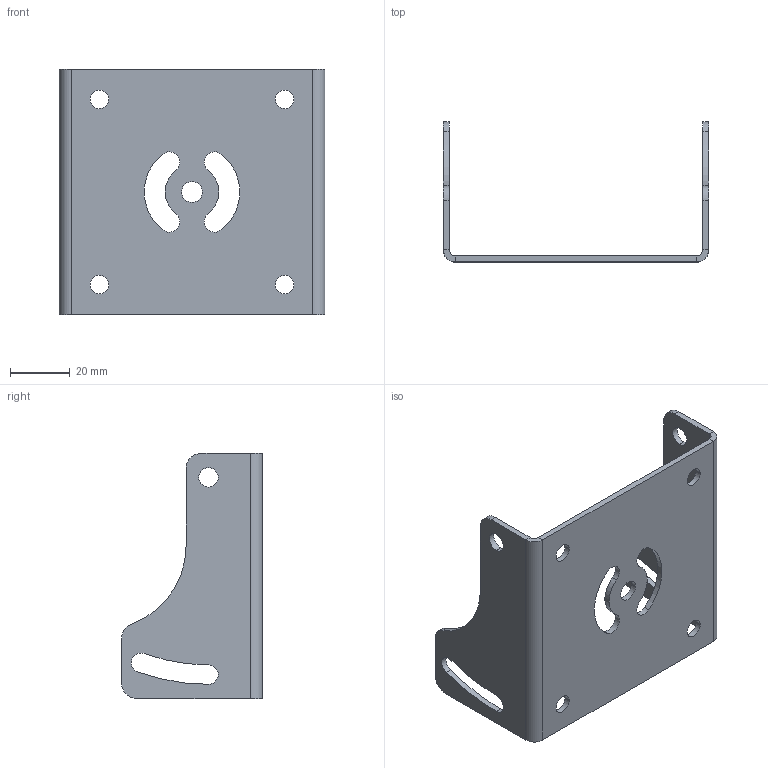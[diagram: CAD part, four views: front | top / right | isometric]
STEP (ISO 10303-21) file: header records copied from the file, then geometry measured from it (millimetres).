
FILE_DESCRIPTION((''),'2;1');
FILE_NAME('239602_SM01_ASM','2024-06-04T10:49:50',('banengservice'),('BANNER ENGINEERING'),'CREO PARAMETRIC BY PTC INC, 2022414','CREO PARAMETRIC BY PTC INC, 2022414','');
FILE_SCHEMA(('CONFIG_CONTROL_DESIGN'));
Length unit declared in the file: millimetre
Products named in the file (2): 239602_EP01; 239602_SM01_ASM
Assembly tree (1 placements, depth 2):
  239602_SM01_ASM
    239602_EP01
Bounding box: 88.8 x 47 x 82 mm (x, y, z)
Surface area: 24256.1 mm2 (no closed solid volume)
Topology: 0 solids, 1 shells, 62 faces, 164 edges, 104 vertices
Faces by surface type: cylinder 42, plane 20
Entity records: 2055 total; most frequent: DIRECTION 378, CARTESIAN_POINT 333, ORIENTED_EDGE 328, EDGE_CURVE 164, AXIS2_PLACEMENT_3D 149, VERTEX_POINT 104, EDGE_LOOP 84, CIRCLE 84
